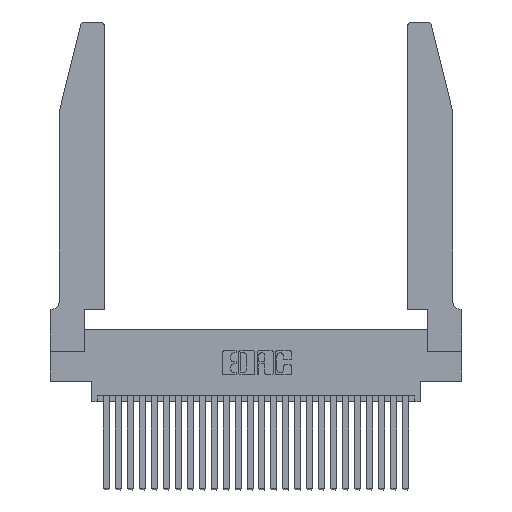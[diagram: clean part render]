
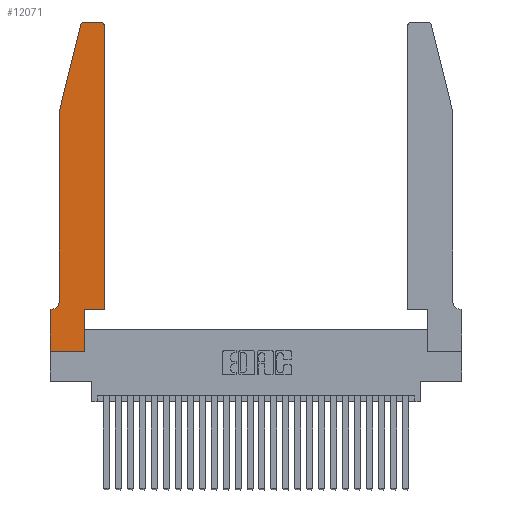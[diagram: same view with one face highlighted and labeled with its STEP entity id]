
A CAD part, top view. The second image highlights one B-rep face of the part: STEP entity #12071.
In plain terms, the highlighted planar face has unit normal (0, 0, 1).
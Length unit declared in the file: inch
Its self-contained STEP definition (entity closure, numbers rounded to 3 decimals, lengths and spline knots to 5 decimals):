
#2 = EDGE_CURVE ( 'NONE', #2797, #19149, #11193, .T. ) ;
#293 = EDGE_CURVE ( 'NONE', #19149, #16560, #22427, .T. ) ;
#569 = DIRECTION ( 'NONE',  ( 0., 0., -1. ) ) ;
#713 = ORIENTED_EDGE ( 'NONE', *, *, #5333, .T. ) ;
#847 = CARTESIAN_POINT ( 'NONE',  ( 0.4505, 0.35, 0.37 ) ) ;
#1121 = DIRECTION ( 'NONE',  ( 1., 0., 0. ) ) ;
#1406 = VERTEX_POINT ( 'NONE', #19446 ) ;
#1442 = LINE ( 'NONE', #20369, #6614 ) ;
#1620 = ORIENTED_EDGE ( 'NONE', *, *, #11280, .T. ) ;
#1621 = CARTESIAN_POINT ( 'NONE',  ( 0.0755, 0.35, 0.37 ) ) ;
#1802 = VECTOR ( 'NONE', #1121, 39.37008 ) ;
#1820 = VERTEX_POINT ( 'NONE', #847 ) ;
#2700 = PLANE ( 'NONE',  #15687 ) ;
#2797 = VERTEX_POINT ( 'NONE', #26225 ) ;
#3196 = EDGE_CURVE ( 'NONE', #23883, #12151, #21762, .T. ) ;
#3223 = AXIS2_PLACEMENT_3D ( 'NONE', #10905, #25205, #13038 ) ;
#3485 = DIRECTION ( 'NONE',  ( 1., 0., 0. ) ) ;
#4237 = VECTOR ( 'NONE', #6008, 39.37008 ) ;
#4498 = ORIENTED_EDGE ( 'NONE', *, *, #5656, .T. ) ;
#4746 = CARTESIAN_POINT ( 'NONE',  ( 0.25487, 2.72718, 0.37 ) ) ;
#4916 = DIRECTION ( 'NONE',  ( 0., 0., 1. ) ) ;
#4941 = EDGE_CURVE ( 'NONE', #15809, #23883, #12035, .T. ) ;
#4942 = LINE ( 'NONE', #16588, #4237 ) ;
#5333 = EDGE_CURVE ( 'NONE', #16560, #1406, #13357, .T. ) ;
#5458 = VECTOR ( 'NONE', #13135, 39.37008 ) ;
#5464 = CARTESIAN_POINT ( 'NONE',  ( 0.4505, 2.72, 0.37 ) ) ;
#5561 = AXIS2_PLACEMENT_3D ( 'NONE', #13626, #569, #15691 ) ;
#5656 = EDGE_CURVE ( 'NONE', #1406, #26839, #16564, .T. ) ;
#6008 = DIRECTION ( 'NONE',  ( 0., 1., 0. ) ) ;
#6280 = CARTESIAN_POINT ( 'NONE',  ( 0.4205, 2.72, 0.37 ) ) ;
#6295 = VECTOR ( 'NONE', #8628, 39.37008 ) ;
#6436 = CARTESIAN_POINT ( 'NONE',  ( 0.0755, 2., 0.37 ) ) ;
#6614 = VECTOR ( 'NONE', #3485, 39.37008 ) ;
#8477 = DIRECTION ( 'NONE',  ( 1., 0., 0. ) ) ;
#8628 = DIRECTION ( 'NONE',  ( -0.239, -0.971, 0. ) ) ;
#9396 = CARTESIAN_POINT ( 'NONE',  ( 0., 0.35, 0.37 ) ) ;
#9651 = EDGE_CURVE ( 'NONE', #17505, #15809, #22185, .T. ) ;
#9658 = EDGE_LOOP ( 'NONE', ( #1620, #11357, #22744, #23232, #19923, #26089, #19653, #713, #4498, #18472, #20073, #12718 ) ) ;
#10159 = CIRCLE ( 'NONE', #22607, 0.03 ) ;
#10905 = CARTESIAN_POINT ( 'NONE',  ( 0.284, 2.72, 0.37 ) ) ;
#11193 = LINE ( 'NONE', #1621, #5458 ) ;
#11280 = EDGE_CURVE ( 'NONE', #13246, #17505, #11500, .T. ) ;
#11320 = EDGE_CURVE ( 'NONE', #18038, #13246, #10159, .T. ) ;
#11357 = ORIENTED_EDGE ( 'NONE', *, *, #9651, .T. ) ;
#11500 = LINE ( 'NONE', #18646, #16413 ) ;
#11514 = VECTOR ( 'NONE', #15406, 39.37008 ) ;
#12035 = LINE ( 'NONE', #6436, #6295 ) ;
#12071 = ADVANCED_FACE ( 'NONE', ( #25519 ), #2700, .T. ) ;
#12151 = VERTEX_POINT ( 'NONE', #15758 ) ;
#12718 = ORIENTED_EDGE ( 'NONE', *, *, #11320, .T. ) ;
#13038 = DIRECTION ( 'NONE',  ( 1., 0., 0. ) ) ;
#13113 = DIRECTION ( 'NONE',  ( 0., -1., 0. ) ) ;
#13135 = DIRECTION ( 'NONE',  ( -1., 0., 0. ) ) ;
#13246 = VERTEX_POINT ( 'NONE', #15598 ) ;
#13357 = LINE ( 'NONE', #26289, #1802 ) ;
#13626 = CARTESIAN_POINT ( 'NONE',  ( 0.0055, 0.42, 0.37 ) ) ;
#13694 = CARTESIAN_POINT ( 'NONE',  ( 0.2865, 0.35, 0.37 ) ) ;
#15406 = DIRECTION ( 'NONE',  ( 0., -1., 0. ) ) ;
#15598 = CARTESIAN_POINT ( 'NONE',  ( 0.4205, 2.75, 0.37 ) ) ;
#15687 = AXIS2_PLACEMENT_3D ( 'NONE', #19505, #4916, #19677 ) ;
#15691 = DIRECTION ( 'NONE',  ( -1., 0., 0. ) ) ;
#15758 = CARTESIAN_POINT ( 'NONE',  ( 0.0755, 0.42, 0.37 ) ) ;
#15809 = VERTEX_POINT ( 'NONE', #4746 ) ;
#15868 = EDGE_CURVE ( 'NONE', #12151, #2797, #17473, .T. ) ;
#16007 = CARTESIAN_POINT ( 'NONE',  ( 0.284, 2.75, 0.37 ) ) ;
#16391 = VECTOR ( 'NONE', #13113, 39.37008 ) ;
#16413 = VECTOR ( 'NONE', #22764, 39.37008 ) ;
#16560 = VERTEX_POINT ( 'NONE', #20289 ) ;
#16564 = LINE ( 'NONE', #17130, #26697 ) ;
#16588 = CARTESIAN_POINT ( 'NONE',  ( 0.4505, 0.35, 0.37 ) ) ;
#17130 = CARTESIAN_POINT ( 'NONE',  ( 0.2865, 0.35, 0.37 ) ) ;
#17180 = CARTESIAN_POINT ( 'NONE',  ( 0.0755, 2., 0.37 ) ) ;
#17473 = CIRCLE ( 'NONE', #5561, 0.07 ) ;
#17505 = VERTEX_POINT ( 'NONE', #16007 ) ;
#18038 = VERTEX_POINT ( 'NONE', #5464 ) ;
#18472 = ORIENTED_EDGE ( 'NONE', *, *, #21113, .T. ) ;
#18646 = CARTESIAN_POINT ( 'NONE',  ( 0.2605, 2.75, 0.37 ) ) ;
#19149 = VERTEX_POINT ( 'NONE', #9396 ) ;
#19165 = DIRECTION ( 'NONE',  ( 0., 1., 0. ) ) ;
#19446 = CARTESIAN_POINT ( 'NONE',  ( 0.2865, 0., 0.37 ) ) ;
#19505 = CARTESIAN_POINT ( 'NONE',  ( 0., 0.35, 0.37 ) ) ;
#19653 = ORIENTED_EDGE ( 'NONE', *, *, #293, .T. ) ;
#19677 = DIRECTION ( 'NONE',  ( 1., 0., 0. ) ) ;
#19923 = ORIENTED_EDGE ( 'NONE', *, *, #15868, .T. ) ;
#20073 = ORIENTED_EDGE ( 'NONE', *, *, #26470, .T. ) ;
#20289 = CARTESIAN_POINT ( 'NONE',  ( 0., 0., 0.37 ) ) ;
#20369 = CARTESIAN_POINT ( 'NONE',  ( 0.4505, 0.35, 0.37 ) ) ;
#20920 = DIRECTION ( 'NONE',  ( 0., 0., 1. ) ) ;
#21113 = EDGE_CURVE ( 'NONE', #26839, #1820, #1442, .T. ) ;
#21762 = LINE ( 'NONE', #17180, #16391 ) ;
#22185 = CIRCLE ( 'NONE', #3223, 0.03 ) ;
#22427 = LINE ( 'NONE', #27200, #11514 ) ;
#22607 = AXIS2_PLACEMENT_3D ( 'NONE', #6280, #20920, #8477 ) ;
#22744 = ORIENTED_EDGE ( 'NONE', *, *, #4941, .T. ) ;
#22764 = DIRECTION ( 'NONE',  ( -1., 0., 0. ) ) ;
#23232 = ORIENTED_EDGE ( 'NONE', *, *, #3196, .T. ) ;
#23883 = VERTEX_POINT ( 'NONE', #25508 ) ;
#25205 = DIRECTION ( 'NONE',  ( 0., 0., 1. ) ) ;
#25508 = CARTESIAN_POINT ( 'NONE',  ( 0.0755, 2., 0.37 ) ) ;
#25519 = FACE_OUTER_BOUND ( 'NONE', #9658, .T. ) ;
#26089 = ORIENTED_EDGE ( 'NONE', *, *, #2, .T. ) ;
#26225 = CARTESIAN_POINT ( 'NONE',  ( 0.0055, 0.35, 0.37 ) ) ;
#26289 = CARTESIAN_POINT ( 'NONE',  ( 0., 0., 0.37 ) ) ;
#26470 = EDGE_CURVE ( 'NONE', #1820, #18038, #4942, .T. ) ;
#26697 = VECTOR ( 'NONE', #19165, 39.37008 ) ;
#26839 = VERTEX_POINT ( 'NONE', #13694 ) ;
#27200 = CARTESIAN_POINT ( 'NONE',  ( 0., 0., 0.37 ) ) ;
